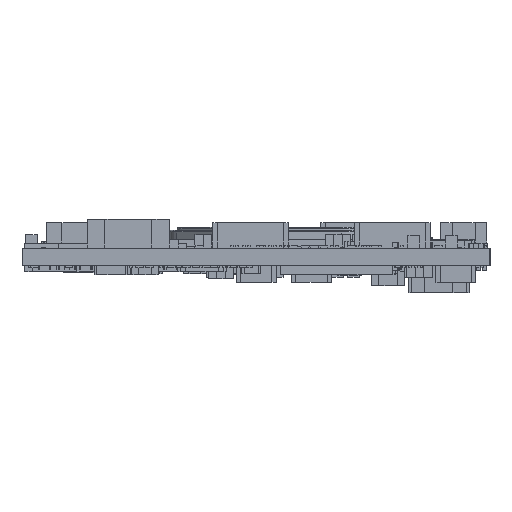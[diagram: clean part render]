
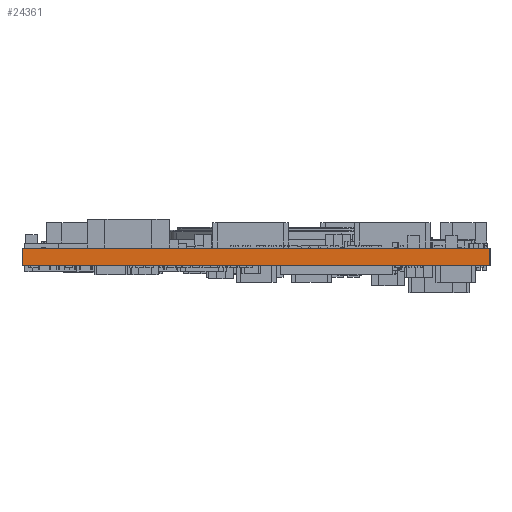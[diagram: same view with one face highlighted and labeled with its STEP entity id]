
A CAD part, left-side view. The second image highlights one B-rep face of the part: STEP entity #24361.
In plain terms, the highlighted planar face has unit normal (-1, 0, 0).
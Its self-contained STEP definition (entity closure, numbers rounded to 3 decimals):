
#408 = PLANE ( 'NONE',  #68605 ) ;
#2660 = CARTESIAN_POINT ( 'NONE',  ( 0., 55., 0. ) ) ;
#3416 = DIRECTION ( 'NONE',  ( 0., 0., -1. ) ) ;
#4601 = ORIENTED_EDGE ( 'NONE', *, *, #63659, .F. ) ;
#9202 = CARTESIAN_POINT ( 'NONE',  ( 0., 0., 0. ) ) ;
#9634 = ORIENTED_EDGE ( 'NONE', *, *, #62811, .T. ) ;
#9650 = VERTEX_POINT ( 'NONE', #18635 ) ;
#16962 = VECTOR ( 'NONE', #65999, 1000. ) ;
#17251 = FACE_OUTER_BOUND ( 'NONE', #67031, .T. ) ;
#18635 = CARTESIAN_POINT ( 'NONE',  ( 0., 55., 2. ) ) ;
#21686 = VERTEX_POINT ( 'NONE', #9202 ) ;
#23834 = EDGE_CURVE ( 'NONE', #59311, #21686, #55400, .T. ) ;
#23931 = CARTESIAN_POINT ( 'NONE',  ( 0., 0., 2. ) ) ;
#24079 = EDGE_CURVE ( 'NONE', #9650, #63389, #49561, .T. ) ;
#24361 = ADVANCED_FACE ( 'NONE', ( #17251 ), #408, .F. ) ;
#31518 = DIRECTION ( 'NONE',  ( 1., 0., 0. ) ) ;
#35581 = CARTESIAN_POINT ( 'NONE',  ( 0., 55., 2. ) ) ;
#39651 = LINE ( 'NONE', #23931, #72170 ) ;
#42401 = ORIENTED_EDGE ( 'NONE', *, *, #24079, .F. ) ;
#49561 = LINE ( 'NONE', #35581, #16962 ) ;
#52081 = CARTESIAN_POINT ( 'NONE',  ( 0., 0., 2. ) ) ;
#55188 = LINE ( 'NONE', #70524, #69427 ) ;
#55400 = LINE ( 'NONE', #2660, #69641 ) ;
#59311 = VERTEX_POINT ( 'NONE', #69119 ) ;
#62811 = EDGE_CURVE ( 'NONE', #9650, #59311, #55188, .T. ) ;
#62964 = ORIENTED_EDGE ( 'NONE', *, *, #23834, .T. ) ;
#63389 = VERTEX_POINT ( 'NONE', #52081 ) ;
#63659 = EDGE_CURVE ( 'NONE', #63389, #21686, #39651, .T. ) ;
#63921 = DIRECTION ( 'NONE',  ( 0., -1., 0. ) ) ;
#65999 = DIRECTION ( 'NONE',  ( 0., -1., 0. ) ) ;
#66696 = DIRECTION ( 'NONE',  ( 0., 0., -1. ) ) ;
#67031 = EDGE_LOOP ( 'NONE', ( #62964, #4601, #42401, #9634 ) ) ;
#68053 = CARTESIAN_POINT ( 'NONE',  ( 0., 55., 2. ) ) ;
#68605 = AXIS2_PLACEMENT_3D ( 'NONE', #68053, #31518, #74199 ) ;
#69119 = CARTESIAN_POINT ( 'NONE',  ( 0., 55., 0. ) ) ;
#69427 = VECTOR ( 'NONE', #3416, 1000. ) ;
#69641 = VECTOR ( 'NONE', #63921, 1000. ) ;
#70524 = CARTESIAN_POINT ( 'NONE',  ( 0., 55., 2. ) ) ;
#72170 = VECTOR ( 'NONE', #66696, 1000. ) ;
#74199 = DIRECTION ( 'NONE',  ( 0., 0., -1. ) ) ;
